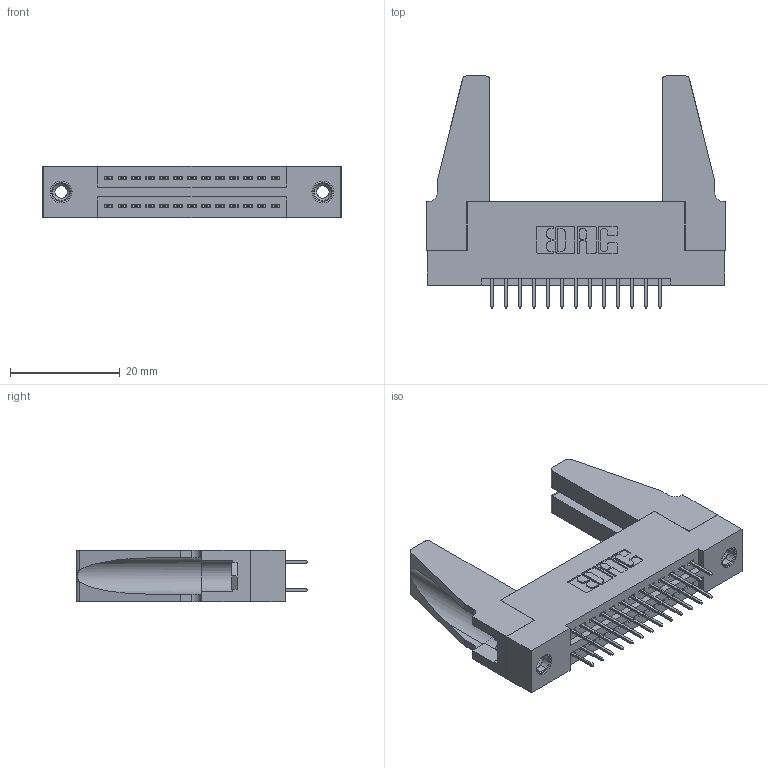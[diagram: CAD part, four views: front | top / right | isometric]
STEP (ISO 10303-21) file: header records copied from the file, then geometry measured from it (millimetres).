
FILE_DESCRIPTION (( 'STEP AP203' ), '1' );
FILE_NAME ('395-026-524-288.STEP', '2019-10-16T17:38:10', ( '' ), ( '' ), 'SwSTEP 2.0', 'SolidWorks 2016', '' );
FILE_SCHEMA (( 'CONFIG_CONTROL_DESIGN' ));
Length unit declared in the file: inch
Products named in the file (5): 345 Part_Flush Mounting Lugs - 0.156 Dia-TH; 345-292-001_345-293-124; 345-250-001_345-250-001-102; 345-220-078_345-220-088; 395-026-524-288
Assembly tree (31 placements, depth 2):
  395-026-524-288
    345 Part_Flush Mounting Lugs - 0.156 Dia-TH
    345-292-001_345-293-124  x26
    345-250-001_345-250-001-102  x2
    345-220-078_345-220-088  x2
Bounding box: 54.25 x 42.21 x 9.4 mm (x, y, z)
Volume: 8214.2 mm3; surface area: 9791 mm2
Topology: 31 solids, 31 shells, 1654 faces, 4633 edges, 2974 vertices
Faces by surface type: plane 1166, cylinder 472, cone 12, torus 4
Entity records: 16326 total; most frequent: CARTESIAN_POINT 2758, ORIENTED_EDGE 2652, DIRECTION 2474, EDGE_CURVE 1326, VECTOR 1104, LINE 1104, VERTEX_POINT 874, AXIS2_PLACEMENT_3D 685
